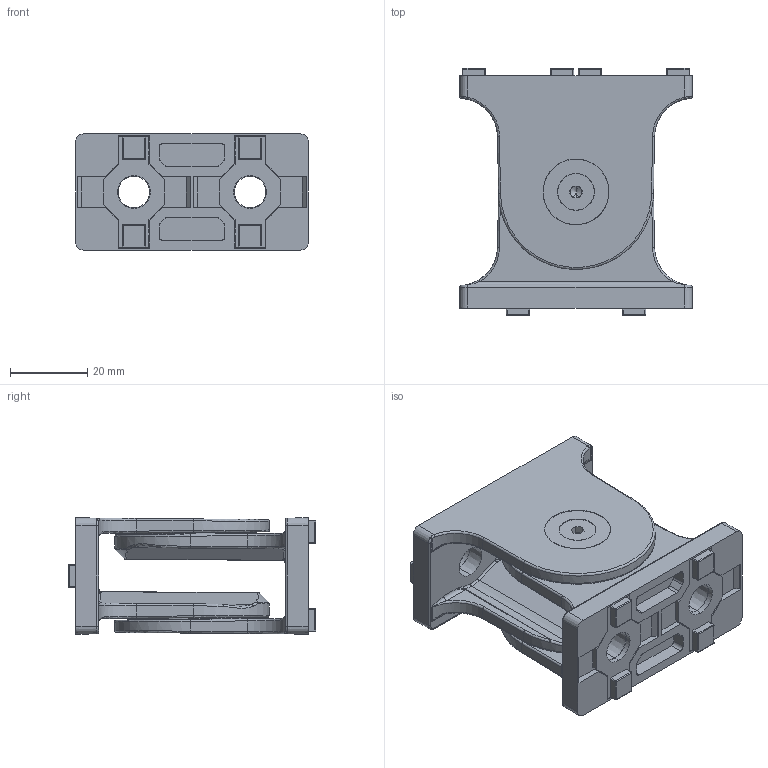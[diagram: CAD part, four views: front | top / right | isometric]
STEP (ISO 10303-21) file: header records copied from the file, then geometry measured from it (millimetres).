
FILE_DESCRIPTION (( 'STEP AP214' ), '1' );
FILE_NAME ('new products093ga3060an06.step', '2017-09-27T09:54:38', ( '' ), ( '' ), 'SwSTEP 2.0', 'SolidWorks 2017', '' );
FILE_SCHEMA (( 'AUTOMOTIVE_DESIGN' ));
Length unit declared in the file: millimetre
Products named in the file (6): new products093ga3060an06; 093GA3060R01; 093gr44_093GR44; Countersunk head screw ISO 10642 - M5x10_ISO 10642 - M5 ; 093GR40_093GR41; 093GR39
Assembly tree (12 placements, depth 2):
  new products093ga3060an06
    093GA3060R01  x2
    093GR40_093GR41  x2
    093GR39  x2
    093gr44_093GR44  x4
    Countersunk head screw ISO 10642 - M5x10_ISO 10642 - M5   x2
Bounding box: 60 x 63.8 x 30 mm (x, y, z)
Volume: 46364.4 mm3; surface area: 29909.8 mm2
Topology: 12 solids, 12 shells, 1076 faces, 2634 edges, 1538 vertices
Faces by surface type: plane 354, cylinder 350, bspline 168, sphere 80, torus 70, cone 54
Entity records: 15837 total; most frequent: CARTESIAN_POINT 5097, ORIENTED_EDGE 2278, DIRECTION 2125, EDGE_CURVE 1139, AXIS2_PLACEMENT_3D 803, VERTEX_POINT 681, LINE 519, VECTOR 519
